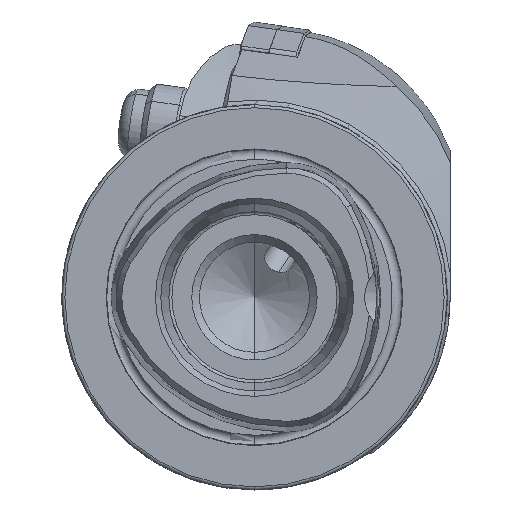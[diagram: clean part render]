
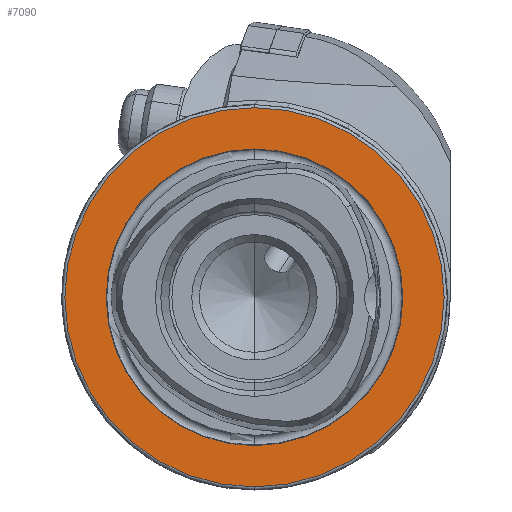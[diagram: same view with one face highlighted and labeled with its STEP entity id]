
A CAD part, left-side view. The second image highlights one B-rep face of the part: STEP entity #7090.
In plain terms, the highlighted planar face has unit normal (-1, 0, 0).
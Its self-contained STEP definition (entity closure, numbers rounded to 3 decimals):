
#1149 = AXIS2_PLACEMENT_3D ( 'NONE', #1525, #1530, #1531 ) ;
#1244 = AXIS2_PLACEMENT_3D ( 'NONE', #12426, #12427, #12428 ) ;
#1247 = AXIS2_PLACEMENT_3D ( 'NONE', #12436, #12437, #12438 ) ;
#1525 = CARTESIAN_POINT ( 'NONE',  ( 0., 24.25, 0. ) ) ;
#1528 = PLANE ( 'NONE',  #1149 ) ;
#1530 = DIRECTION ( 'NONE',  ( 1., 0., 0. ) ) ;
#1531 = DIRECTION ( 'NONE',  ( 0., 0., -1. ) ) ;
#2198 = FACE_OUTER_BOUND ( 'NONE', #13498, .T. ) ;
#2204 = FACE_BOUND ( 'NONE', #13502, .T. ) ;
#2402 = CIRCLE ( 'NONE', #1244, 24.25 ) ;
#2409 = CIRCLE ( 'NONE', #1247, 31. ) ;
#4197 = CARTESIAN_POINT ( 'NONE',  ( 0., 0., 31. ) ) ;
#4753 = VERTEX_POINT ( 'NONE', #10389 ) ;
#5245 = CARTESIAN_POINT ( 'NONE',  ( 0., 0., 24.25 ) ) ;
#5317 = CARTESIAN_POINT ( 'NONE',  ( 0., 0., -31. ) ) ;
#5466 = CIRCLE ( 'NONE', #7651, 31. ) ;
#5468 = CIRCLE ( 'NONE', #7652, 24.25 ) ;
#7090 = ADVANCED_FACE ( 'NONE', ( #2204, #2198 ), #1528, .F. ) ;
#7651 = AXIS2_PLACEMENT_3D ( 'NONE', #13886, #13887, #13888 ) ;
#7652 = AXIS2_PLACEMENT_3D ( 'NONE', #13891, #13892, #13893 ) ;
#8519 = VERTEX_POINT ( 'NONE', #4197 ) ;
#8639 = EDGE_CURVE ( 'NONE', #4753, #10834, #2402, .T. ) ;
#8643 = EDGE_CURVE ( 'NONE', #8519, #10882, #2409, .T. ) ;
#10389 = CARTESIAN_POINT ( 'NONE',  ( 0., 0., -24.25 ) ) ;
#10834 = VERTEX_POINT ( 'NONE', #5245 ) ;
#10882 = VERTEX_POINT ( 'NONE', #5317 ) ;
#12426 = CARTESIAN_POINT ( 'NONE',  ( 0., 0., 0. ) ) ;
#12427 = DIRECTION ( 'NONE',  ( -1., 0., 0. ) ) ;
#12428 = DIRECTION ( 'NONE',  ( 0., 0., 1. ) ) ;
#12436 = CARTESIAN_POINT ( 'NONE',  ( 0., 0., 0. ) ) ;
#12437 = DIRECTION ( 'NONE',  ( -1., 0., 0. ) ) ;
#12438 = DIRECTION ( 'NONE',  ( 0., 0., 1. ) ) ;
#13498 = EDGE_LOOP ( 'NONE', ( #13750, #13751 ) ) ;
#13502 = EDGE_LOOP ( 'NONE', ( #13748, #13749 ) ) ;
#13748 = ORIENTED_EDGE ( 'NONE', *, *, #15540, .F. ) ;
#13749 = ORIENTED_EDGE ( 'NONE', *, *, #8639, .F. ) ;
#13750 = ORIENTED_EDGE ( 'NONE', *, *, #8643, .T. ) ;
#13751 = ORIENTED_EDGE ( 'NONE', *, *, #15539, .T. ) ;
#13886 = CARTESIAN_POINT ( 'NONE',  ( 0., 0., 0. ) ) ;
#13887 = DIRECTION ( 'NONE',  ( -1., 0., 0. ) ) ;
#13888 = DIRECTION ( 'NONE',  ( 0., 0., 1. ) ) ;
#13891 = CARTESIAN_POINT ( 'NONE',  ( 0., 0., 0. ) ) ;
#13892 = DIRECTION ( 'NONE',  ( -1., 0., 0. ) ) ;
#13893 = DIRECTION ( 'NONE',  ( 0., 0., 1. ) ) ;
#15539 = EDGE_CURVE ( 'NONE', #10882, #8519, #5466, .T. ) ;
#15540 = EDGE_CURVE ( 'NONE', #10834, #4753, #5468, .T. ) ;
